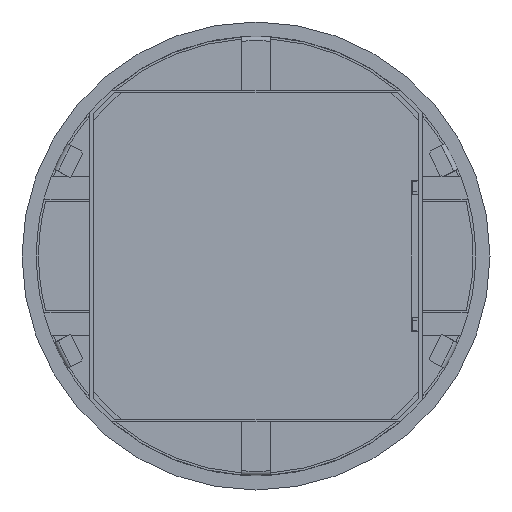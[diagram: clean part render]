
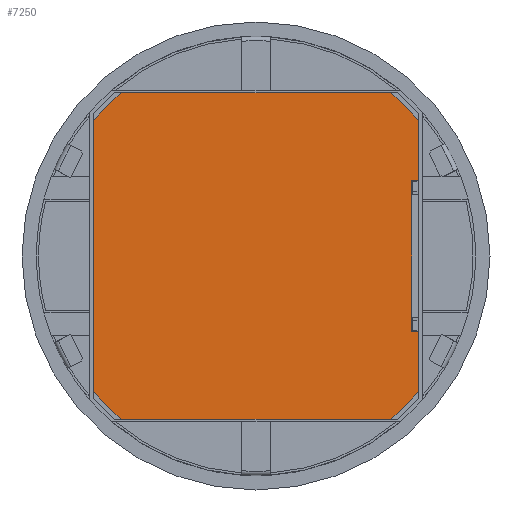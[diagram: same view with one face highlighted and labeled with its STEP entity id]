
A CAD part, front view. The second image highlights one B-rep face of the part: STEP entity #7250.
In plain terms, the highlighted planar face has unit normal (0, -1, 0).
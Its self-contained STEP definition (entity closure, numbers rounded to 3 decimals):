
#536 = DIRECTION ( 'NONE',  ( 0., 1., 0. ) ) ;
#781 = CIRCLE ( 'NONE', #7933, 149.116 ) ;
#898 = VECTOR ( 'NONE', #6776, 1000. ) ;
#987 = EDGE_CURVE ( 'NONE', #4263, #8673, #7806, .T. ) ;
#1124 = CARTESIAN_POINT ( 'NONE',  ( 0., -11., 0. ) ) ;
#1961 = CARTESIAN_POINT ( 'NONE',  ( 52.25, -11., -108. ) ) ;
#2032 = CARTESIAN_POINT ( 'NONE',  ( 52.25, -11., -139.662 ) ) ;
#2108 = LINE ( 'NONE', #4816, #5407 ) ;
#2113 = EDGE_CURVE ( 'NONE', #4263, #8781, #9103, .T. ) ;
#2734 = ORIENTED_EDGE ( 'NONE', *, *, #2113, .T. ) ;
#2849 = DIRECTION ( 'NONE',  ( 1., 0., 0. ) ) ;
#3318 = ORIENTED_EDGE ( 'NONE', *, *, #6520, .F. ) ;
#3375 = DIRECTION ( 'NONE',  ( 0., 0., 1. ) ) ;
#3572 = DIRECTION ( 'NONE',  ( 0., 0., 1. ) ) ;
#3582 = EDGE_CURVE ( 'NONE', #8905, #8593, #3877, .T. ) ;
#3736 = PLANE ( 'NONE',  #4379 ) ;
#3787 = DIRECTION ( 'NONE',  ( 0., 0., 1. ) ) ;
#3877 = LINE ( 'NONE', #4626, #898 ) ;
#4217 = AXIS2_PLACEMENT_3D ( 'NONE', #6925, #536, #3375 ) ;
#4263 = VERTEX_POINT ( 'NONE', #7018 ) ;
#4309 = EDGE_LOOP ( 'NONE', ( #8137, #7790, #3318, #6413, #2734 ) ) ;
#4379 = AXIS2_PLACEMENT_3D ( 'NONE', #5795, #5146, #3787 ) ;
#4626 = CARTESIAN_POINT ( 'NONE',  ( 52.25, -11., -140.072 ) ) ;
#4705 = CARTESIAN_POINT ( 'NONE',  ( 0., -11., 149.116 ) ) ;
#4816 = CARTESIAN_POINT ( 'NONE',  ( -52.25, -11., -108. ) ) ;
#4879 = CARTESIAN_POINT ( 'NONE',  ( -52.25, -11., -140.072 ) ) ;
#5146 = DIRECTION ( 'NONE',  ( 0., 1., 0. ) ) ;
#5269 = DIRECTION ( 'NONE',  ( 0., 0., 1. ) ) ;
#5407 = VECTOR ( 'NONE', #2849, 1000. ) ;
#5795 = CARTESIAN_POINT ( 'NONE',  ( 0., -11., 0. ) ) ;
#6108 = DIRECTION ( 'NONE',  ( 0., 1., 0. ) ) ;
#6413 = ORIENTED_EDGE ( 'NONE', *, *, #987, .F. ) ;
#6520 = EDGE_CURVE ( 'NONE', #8673, #8593, #781, .T. ) ;
#6776 = DIRECTION ( 'NONE',  ( 0., 0., -1. ) ) ;
#6925 = CARTESIAN_POINT ( 'NONE',  ( 0., -11., 0. ) ) ;
#7018 = CARTESIAN_POINT ( 'NONE',  ( -52.25, -11., -139.662 ) ) ;
#7085 = EDGE_CURVE ( 'NONE', #8781, #8905, #2108, .T. ) ;
#7250 = ADVANCED_FACE ( 'NONE', ( #8794 ), #3736, .F. ) ;
#7790 = ORIENTED_EDGE ( 'NONE', *, *, #3582, .T. ) ;
#7806 = CIRCLE ( 'NONE', #4217, 149.116 ) ;
#7933 = AXIS2_PLACEMENT_3D ( 'NONE', #1124, #6108, #5269 ) ;
#8137 = ORIENTED_EDGE ( 'NONE', *, *, #7085, .T. ) ;
#8593 = VERTEX_POINT ( 'NONE', #2032 ) ;
#8673 = VERTEX_POINT ( 'NONE', #4705 ) ;
#8781 = VERTEX_POINT ( 'NONE', #8804 ) ;
#8788 = VECTOR ( 'NONE', #3572, 1000. ) ;
#8794 = FACE_OUTER_BOUND ( 'NONE', #4309, .T. ) ;
#8804 = CARTESIAN_POINT ( 'NONE',  ( -52.25, -11., -108. ) ) ;
#8905 = VERTEX_POINT ( 'NONE', #1961 ) ;
#9103 = LINE ( 'NONE', #4879, #8788 ) ;
